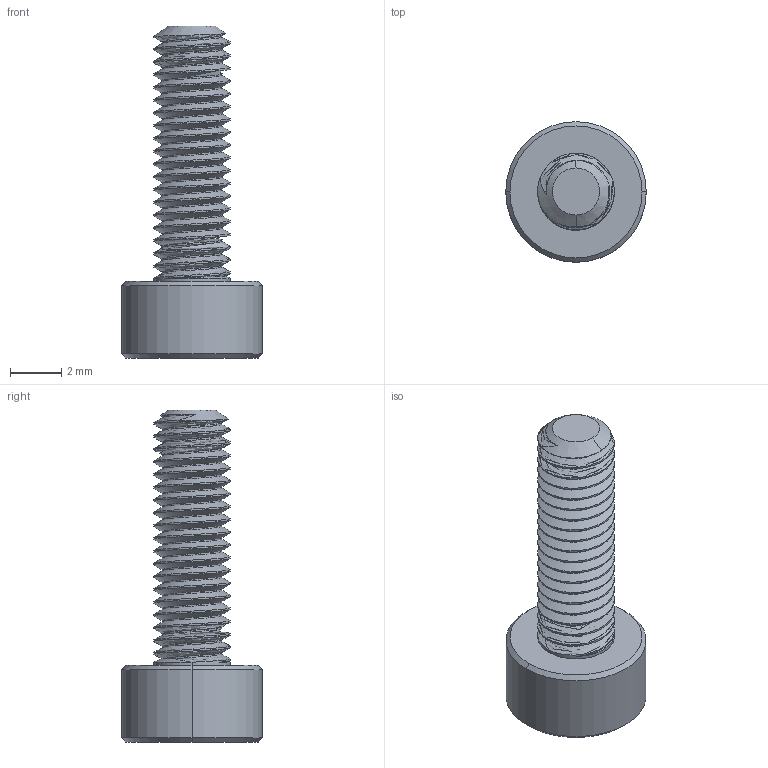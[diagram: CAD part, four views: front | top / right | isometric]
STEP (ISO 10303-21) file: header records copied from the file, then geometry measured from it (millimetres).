
FILE_DESCRIPTION (( 'STEP AP203' ), '1' );
FILE_NAME ('内六角螺丝 M3 x 10.STEP_默认_sldprt.STEP', '2025-11-13T14:26:41', ( '' ), ( '' ), 'SwSTEP 2.0', 'SolidWorks 2020', '' );
FILE_SCHEMA (( 'CONFIG_CONTROL_DESIGN' ));
Length unit declared in the file: millimetre
Products named in the file (1): 内六角螺丝 M3 x 10.STEP_默认_sldprt
Bounding box: 5.5 x 5.5 x 13 mm (x, y, z)
Volume: 116.9 mm3; surface area: 253.6 mm2
Topology: 1 solids, 1 shells, 109 faces, 297 edges, 192 vertices
Faces by surface type: cylinder 82, cone 15, plane 10, bspline 2
Entity records: 5561 total; most frequent: CARTESIAN_POINT 3214, ORIENTED_EDGE 594, DIRECTION 369, EDGE_CURVE 297, VERTEX_POINT 192, AXIS2_PLACEMENT_3D 134, EDGE_LOOP 111, FACE_OUTER_BOUND 109
